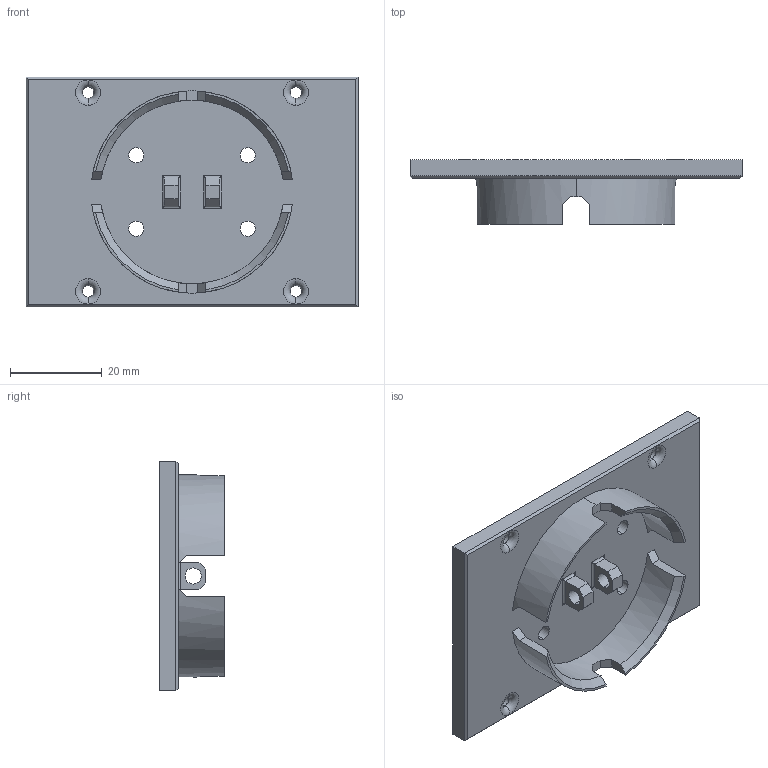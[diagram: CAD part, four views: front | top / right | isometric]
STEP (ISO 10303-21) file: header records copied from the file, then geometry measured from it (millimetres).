
FILE_DESCRIPTION (( 'STEP AP214' ), '1' );
FILE_NAME ('Skeleton-Wrist Top.STEP', '2023-04-30T10:11:38', ( '' ), ( '' ), 'SwSTEP 2.0', 'SolidWorks 2019', '' );
FILE_SCHEMA (( 'AUTOMOTIVE_DESIGN' ));
Length unit declared in the file: millimetre
Products named in the file (1): Skeleton-Wrist Top
Bounding box: 72.25 x 14 x 50 mm (x, y, z)
Volume: 16358 mm3; surface area: 10678.8 mm2
Topology: 1 solids, 1 shells, 100 faces, 254 edges, 160 vertices
Faces by surface type: plane 46, cylinder 34, torus 16, cone 4
Entity records: 3092 total; most frequent: CARTESIAN_POINT 611, DIRECTION 520, ORIENTED_EDGE 508, EDGE_CURVE 254, AXIS2_PLACEMENT_3D 197, VERTEX_POINT 160, VECTOR 126, LINE 126
